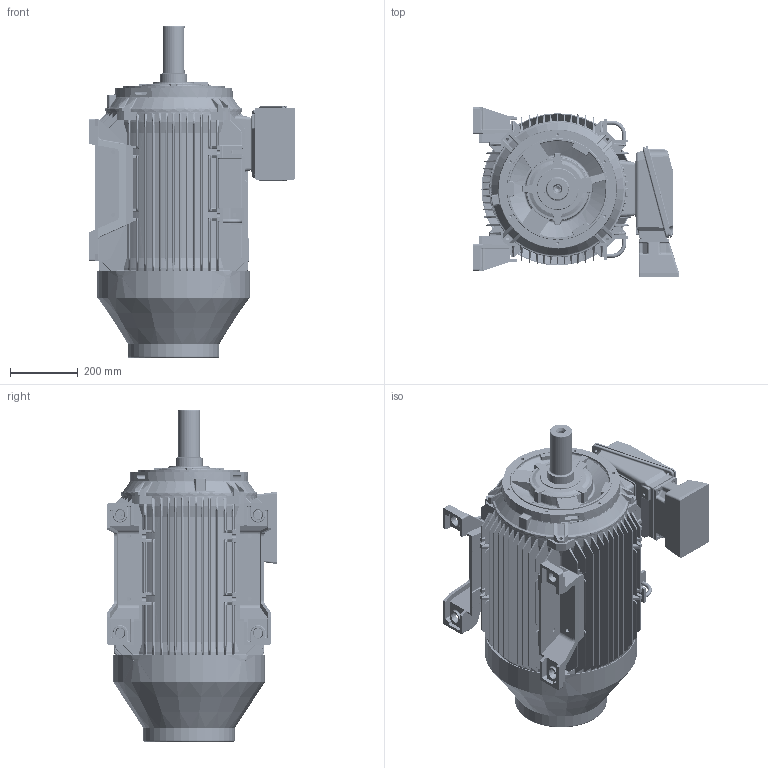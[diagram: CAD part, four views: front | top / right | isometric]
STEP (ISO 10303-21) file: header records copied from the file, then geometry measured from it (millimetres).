
FILE_DESCRIPTION( ( 'Unknown' ), '1' );
FILE_NAME( '3D UDF250ME 4P B3 DTD IC411.stp', 'Unknown', ( 'Unknown' ), ( 'Unknown' ), 'PSStep 17.0.49', 'Unknown', ' ' );
FILE_SCHEMA( ( 'AUTOMOTIVE_DESIGN { 1 0 10303 214 1 1 1 1 }' ) );
Length unit declared in the file: millimetre
Products named in the file (1): 1
Bounding box: 608.45 x 498.95 x 977.51 mm (x, y, z)
Volume: 17180203.4 mm3; surface area: 5058734.5 mm2
Topology: 1 solids, 2 shells, 6704 faces, 16096 edges, 9148 vertices
Faces by surface type: cylinder 2269, bspline 1826, plane 1410, torus 547, sphere 490, cone 162
Full cylindrical faces by diameter (mm): 6.985 x9, 8 x9, 8.782 x15, 8.985 x1, 9 x12, 10 x12, 11 x4, 12 x16, 15 x4, 17.5 x1, 21 x1, 65 x1, 76.5 x1, 80 x2, 156 x1, 170 x1, 205 x1, 267 x1, 270.2 x1, 288 x1, 300 x1, 368.325 x1, 368.8 x1, 380 x2, 384.97 x2, 385 x1, 443 x1, 448.2 x1
Entity records: 410540 total; most frequent: CARTESIAN_POINT 211902, ORIENTED_EDGE 31162, DIRECTION 30152, EDGE_CURVE 15581, AXIS2_PLACEMENT_3D 12259, VERTEX_POINT 9064, EDGE_LOOP 6982, FACE_OUTER_BOUND 6813
